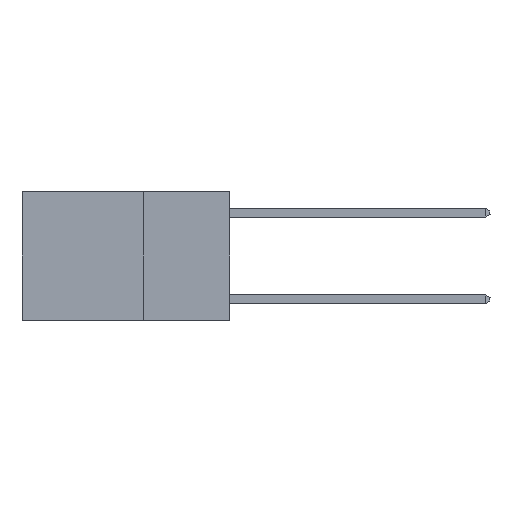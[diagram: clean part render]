
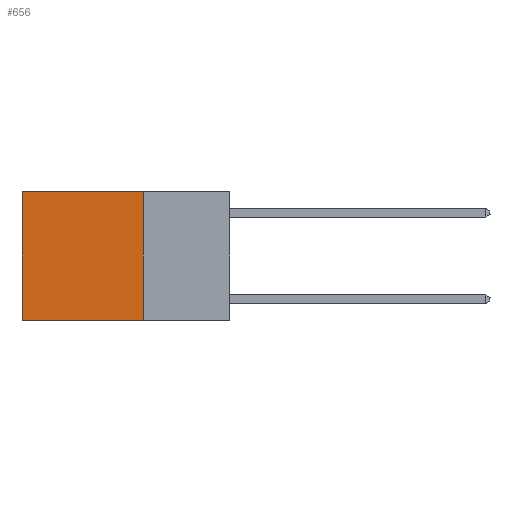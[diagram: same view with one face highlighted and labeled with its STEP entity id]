
A CAD part, left-side view. The second image highlights one B-rep face of the part: STEP entity #656.
In plain terms, the highlighted planar face has unit normal (-1, 0, 0).
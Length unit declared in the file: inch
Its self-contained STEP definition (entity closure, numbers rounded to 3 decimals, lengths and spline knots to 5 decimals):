
#489 = DIRECTION ( 'NONE',  ( 0., 1., 0. ) ) ;
#656 = ADVANCED_FACE ( 'NONE', ( #6151 ), #1496, .F. ) ;
#1496 = PLANE ( 'NONE',  #11862 ) ;
#1632 = LINE ( 'NONE', #6372, #12218 ) ;
#1661 = CARTESIAN_POINT ( 'NONE',  ( 0.2625, 0.25, -0.37 ) ) ;
#1855 = VERTEX_POINT ( 'NONE', #4276 ) ;
#2512 = CARTESIAN_POINT ( 'NONE',  ( 0.2625, 0.25, 0. ) ) ;
#2675 = EDGE_LOOP ( 'NONE', ( #4338, #7089, #5851, #12298 ) ) ;
#3297 = EDGE_CURVE ( 'NONE', #1855, #11453, #14621, .T. ) ;
#3681 = CARTESIAN_POINT ( 'NONE',  ( 0.2625, 0.6, -0.37 ) ) ;
#3910 = DIRECTION ( 'NONE',  ( 1., 0., 0. ) ) ;
#4276 = CARTESIAN_POINT ( 'NONE',  ( 0.2625, 0.25, 0. ) ) ;
#4338 = ORIENTED_EDGE ( 'NONE', *, *, #5244, .T. ) ;
#5244 = EDGE_CURVE ( 'NONE', #9172, #13574, #1632, .T. ) ;
#5575 = VECTOR ( 'NONE', #10934, 39.37008 ) ;
#5851 = ORIENTED_EDGE ( 'NONE', *, *, #3297, .F. ) ;
#6151 = FACE_OUTER_BOUND ( 'NONE', #2675, .T. ) ;
#6372 = CARTESIAN_POINT ( 'NONE',  ( 0.2625, 0.6, 0. ) ) ;
#6884 = CARTESIAN_POINT ( 'NONE',  ( 0.2625, 0.6, 0. ) ) ;
#7089 = ORIENTED_EDGE ( 'NONE', *, *, #9296, .F. ) ;
#8590 = VECTOR ( 'NONE', #489, 39.37008 ) ;
#9172 = VERTEX_POINT ( 'NONE', #6884 ) ;
#9296 = EDGE_CURVE ( 'NONE', #11453, #13574, #12380, .T. ) ;
#9834 = DIRECTION ( 'NONE',  ( 0., 0., -1. ) ) ;
#9986 = DIRECTION ( 'NONE',  ( 0., 0., -1. ) ) ;
#10934 = DIRECTION ( 'NONE',  ( 0., 0., -1. ) ) ;
#11150 = CARTESIAN_POINT ( 'NONE',  ( 0.2625, 0.25, 0. ) ) ;
#11425 = CARTESIAN_POINT ( 'NONE',  ( 0.2625, 0.25, 0. ) ) ;
#11453 = VERTEX_POINT ( 'NONE', #14655 ) ;
#11862 = AXIS2_PLACEMENT_3D ( 'NONE', #11150, #3910, #9834 ) ;
#11863 = VECTOR ( 'NONE', #15196, 39.37008 ) ;
#12218 = VECTOR ( 'NONE', #9986, 39.37008 ) ;
#12298 = ORIENTED_EDGE ( 'NONE', *, *, #13063, .T. ) ;
#12380 = LINE ( 'NONE', #1661, #8590 ) ;
#12780 = LINE ( 'NONE', #11425, #11863 ) ;
#13063 = EDGE_CURVE ( 'NONE', #1855, #9172, #12780, .T. ) ;
#13574 = VERTEX_POINT ( 'NONE', #3681 ) ;
#14621 = LINE ( 'NONE', #2512, #5575 ) ;
#14655 = CARTESIAN_POINT ( 'NONE',  ( 0.2625, 0.25, -0.37 ) ) ;
#15196 = DIRECTION ( 'NONE',  ( 0., 1., 0. ) ) ;
